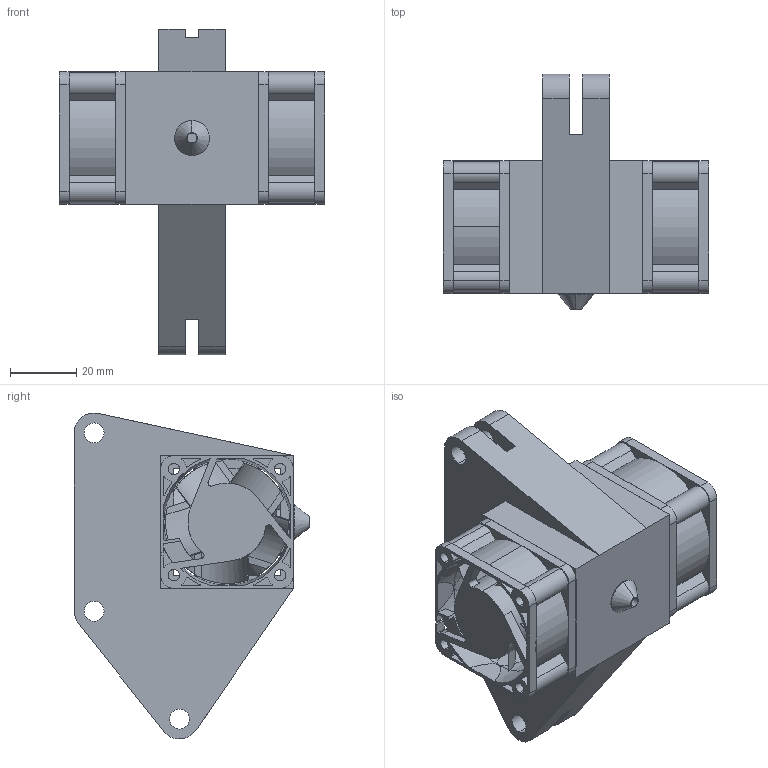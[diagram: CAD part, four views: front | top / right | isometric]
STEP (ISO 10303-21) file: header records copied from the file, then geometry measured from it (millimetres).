
FILE_DESCRIPTION (( 'STEP AP214' ), '1' );
FILE_NAME ('nozzle.STEP', '2020-12-08T06:39:01', ( 'user' ), ( '' ), 'SwSTEP 2.0', 'SolidWorks 2020', '' );
FILE_SCHEMA (( 'AUTOMOTIVE_DESIGN' ));
Length unit declared in the file: millimetre
Products named in the file (4): Nozzle_outerbox; Nozzle_extruder; nozzle; ?????????? KF0420S2H-R 24v Jamicon_00
Assembly tree (4 placements, depth 2):
  nozzle
    Nozzle_outerbox
    Nozzle_extruder
    ?????????? KF0420S2H-R 24v Jamicon_00  x2
Bounding box: 80 x 70.94 x 98.15 mm (x, y, z)
Volume: 93440.6 mm3; surface area: 51577.1 mm2
Topology: 4 solids, 4 shells, 609 faces, 1638 edges, 1070 vertices
Faces by surface type: cylinder 331, plane 236, cone 26, torus 16
Entity records: 11887 total; most frequent: CARTESIAN_POINT 2881, DIRECTION 1947, ORIENTED_EDGE 1826, EDGE_CURVE 913, AXIS2_PLACEMENT_3D 750, VERTEX_POINT 596, VECTOR 447, LINE 447
